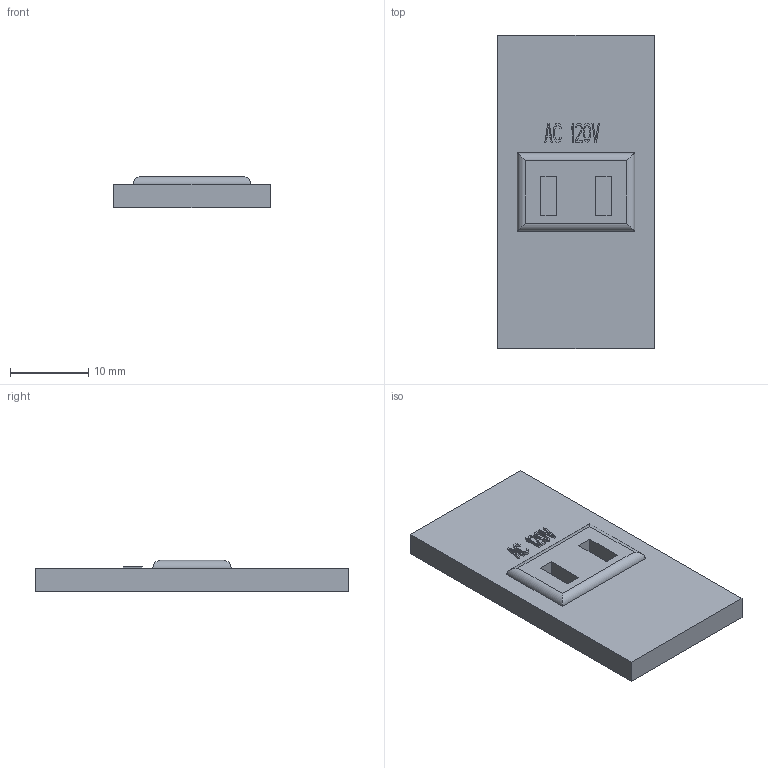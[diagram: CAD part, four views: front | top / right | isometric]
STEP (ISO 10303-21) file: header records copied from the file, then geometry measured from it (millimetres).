
FILE_DESCRIPTION(('produced by SPATIAL CORP'),'2;1');
FILE_NAME( 'mains_socket.prt.hh.sat.stp','2002-04-19T13:57:41+00:00',('SPATIAL CORP'),('SPATIAL CORP'), 'ACIS STEP Husk','http://www.spatial.com','SPATIAL CORP');
FILE_SCHEMA(('CONFIG_CONTROL_DESIGN'));
Length unit declared in the file: millimetre
Products named in the file (1): PRODUCT_ID_1
Bounding box: 20 x 40 x 4 mm (x, y, z)
Volume: 2480.7 mm3; surface area: 2085.1 mm2
Topology: 1 solids, 1 shells, 166 faces, 459 edges, 306 vertices
Faces by surface type: plane 162, cylinder 4
Entity records: 5292 total; most frequent: CARTESIAN_POINT 967, ORIENTED_EDGE 918, DIRECTION 787, EDGE_CURVE 459, VECTOR 455, LINE 455, VERTEX_POINT 306, EDGE_LOOP 177
